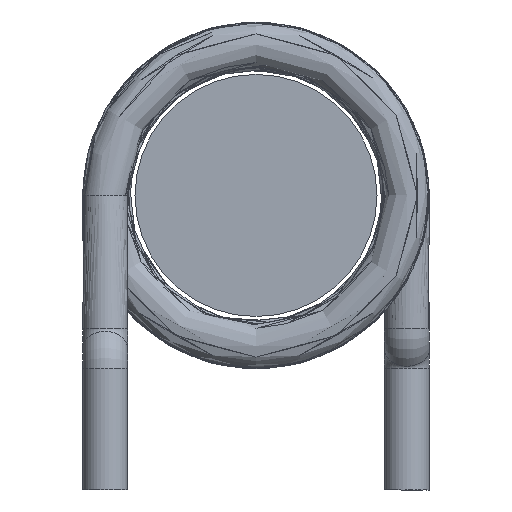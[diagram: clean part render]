
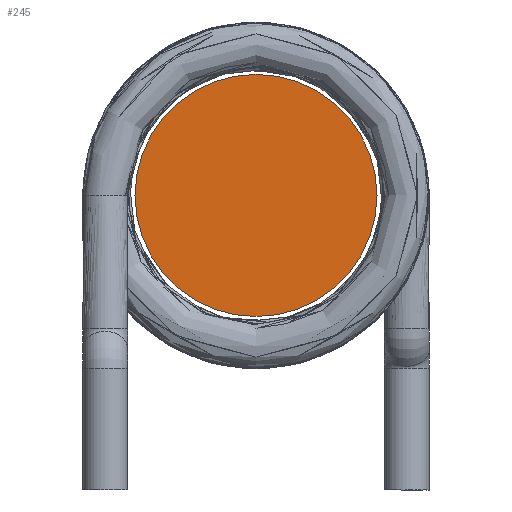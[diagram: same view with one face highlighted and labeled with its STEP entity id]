
A CAD part, left-side view. The second image highlights one B-rep face of the part: STEP entity #245.
In plain terms, the highlighted face is planar.
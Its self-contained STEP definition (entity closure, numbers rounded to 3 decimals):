
#34=PLANE('',#272);
#59=ORIENTED_EDGE('',*,*,#73,.F.);
#73=EDGE_CURVE('',#85,#85,#93,.T.);
#85=VERTEX_POINT('',#2333);
#93=CIRCLE('',#273,3.);
#115=EDGE_LOOP('',(#59));
#139=FACE_BOUND('',#115,.T.);
#245=ADVANCED_FACE('',(#139),#34,.F.);
#272=AXIS2_PLACEMENT_3D('',#2331,#310,#311);
#273=AXIS2_PLACEMENT_3D('',#2332,#312,#313);
#310=DIRECTION('',(0.,1.,0.));
#311=DIRECTION('',(0.,0.,1.));
#312=DIRECTION('',(0.,1.,0.));
#313=DIRECTION('',(1.,0.,0.));
#2331=CARTESIAN_POINT('',(0.,-15.45,0.));
#2332=CARTESIAN_POINT('',(0.,-15.45,0.));
#2333=CARTESIAN_POINT('',(3.,-15.45,0.));
